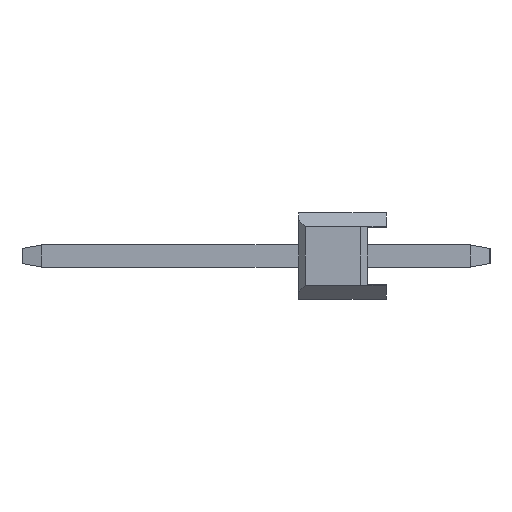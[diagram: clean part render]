
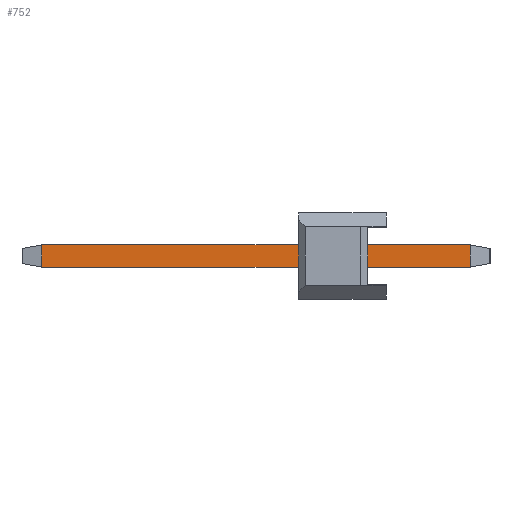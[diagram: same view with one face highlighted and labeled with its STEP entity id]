
A CAD part, left-side view. The second image highlights one B-rep face of the part: STEP entity #752.
In plain terms, the highlighted planar face has unit normal (-1, 0, 0).
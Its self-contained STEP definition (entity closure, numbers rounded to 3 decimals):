
#320 = PLANE ( 'NONE',  #17519 ) ;
#752 = ADVANCED_FACE ( 'NONE', ( #17793 ), #320, .F. ) ;
#950 = DIRECTION ( 'NONE',  ( 0., -1., 0. ) ) ;
#1232 = VECTOR ( 'NONE', #950, 1000. ) ;
#2833 = CARTESIAN_POINT ( 'NONE',  ( -0.32, 10.54, 0.32 ) ) ;
#4706 = VERTEX_POINT ( 'NONE', #7351 ) ;
#6631 = EDGE_CURVE ( 'NONE', #9021, #10466, #23987, .T. ) ;
#7351 = CARTESIAN_POINT ( 'NONE',  ( -0.32, -2.433, -0.32 ) ) ;
#7695 = DIRECTION ( 'NONE',  ( 0., 0., 1. ) ) ;
#8116 = CARTESIAN_POINT ( 'NONE',  ( -0.32, 10.54, 0.32 ) ) ;
#8129 = EDGE_CURVE ( 'NONE', #4706, #10466, #17360, .T. ) ;
#8615 = ORIENTED_EDGE ( 'NONE', *, *, #19990, .T. ) ;
#9021 = VERTEX_POINT ( 'NONE', #16250 ) ;
#9086 = LINE ( 'NONE', #16861, #14957 ) ;
#9210 = CARTESIAN_POINT ( 'NONE',  ( -0.32, 9.973, -0.32 ) ) ;
#10309 = ORIENTED_EDGE ( 'NONE', *, *, #6631, .F. ) ;
#10466 = VERTEX_POINT ( 'NONE', #15896 ) ;
#10604 = DIRECTION ( 'NONE',  ( 0., -1., 0. ) ) ;
#10641 = ORIENTED_EDGE ( 'NONE', *, *, #8129, .T. ) ;
#10658 = LINE ( 'NONE', #18417, #1232 ) ;
#14957 = VECTOR ( 'NONE', #24618, 1000. ) ;
#15039 = VECTOR ( 'NONE', #7695, 1000. ) ;
#15878 = DIRECTION ( 'NONE',  ( 1., 0., 0. ) ) ;
#15896 = CARTESIAN_POINT ( 'NONE',  ( -0.32, -2.433, 0.32 ) ) ;
#16250 = CARTESIAN_POINT ( 'NONE',  ( -0.32, 9.973, 0.32 ) ) ;
#16359 = VECTOR ( 'NONE', #10604, 1000. ) ;
#16861 = CARTESIAN_POINT ( 'NONE',  ( -0.32, 9.973, -0.32 ) ) ;
#17360 = LINE ( 'NONE', #25113, #15039 ) ;
#17519 = AXIS2_PLACEMENT_3D ( 'NONE', #8116, #15878, #23658 ) ;
#17793 = FACE_OUTER_BOUND ( 'NONE', #20999, .T. ) ;
#18417 = CARTESIAN_POINT ( 'NONE',  ( -0.32, 10.54, -0.32 ) ) ;
#19486 = EDGE_CURVE ( 'NONE', #20012, #4706, #10658, .T. ) ;
#19757 = ORIENTED_EDGE ( 'NONE', *, *, #19486, .T. ) ;
#19990 = EDGE_CURVE ( 'NONE', #9021, #20012, #9086, .T. ) ;
#20012 = VERTEX_POINT ( 'NONE', #9210 ) ;
#20999 = EDGE_LOOP ( 'NONE', ( #19757, #10641, #10309, #8615 ) ) ;
#23658 = DIRECTION ( 'NONE',  ( 0., 0., -1. ) ) ;
#23987 = LINE ( 'NONE', #2833, #16359 ) ;
#24618 = DIRECTION ( 'NONE',  ( 0., 0., -1. ) ) ;
#25113 = CARTESIAN_POINT ( 'NONE',  ( -0.32, -2.433, 0.32 ) ) ;
